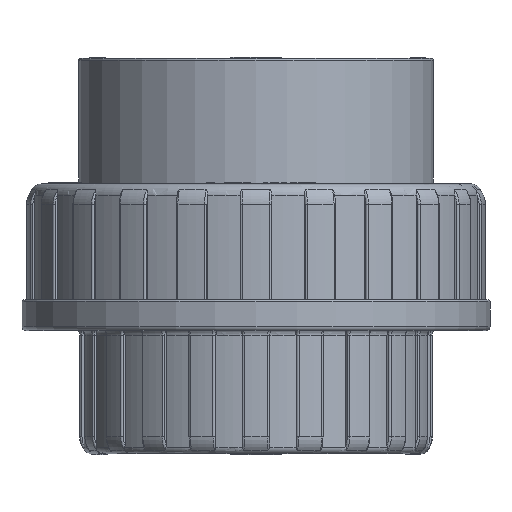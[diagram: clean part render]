
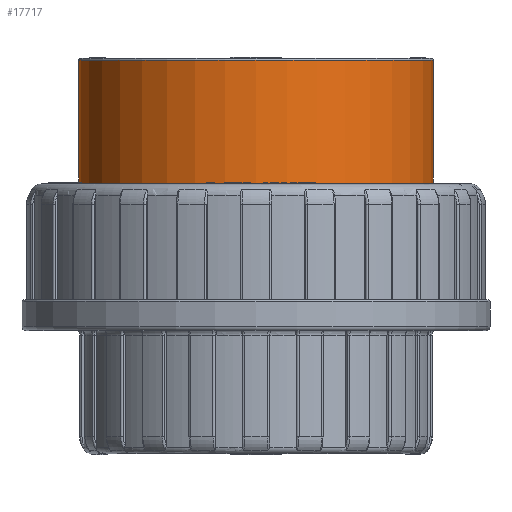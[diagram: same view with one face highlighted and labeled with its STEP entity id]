
A CAD part, front view. The second image highlights one B-rep face of the part: STEP entity #17717.
In plain terms, the highlighted cylindrical face has radius 45 mm (diameter 90 mm), a full revolution.
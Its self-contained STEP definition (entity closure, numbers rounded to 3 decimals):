
#16171=CYLINDRICAL_SURFACE('',#54513,45.);
#17717=ADVANCED_FACE('',(#21883,#21884),#16171,.T.);
#21883=FACE_BOUND('',#22943,.T.);
#21884=FACE_BOUND('',#22944,.T.);
#22943=EDGE_LOOP('',(#30368));
#22944=EDGE_LOOP('',(#30369));
#30368=ORIENTED_EDGE('',*,*,#48212,.T.);
#30369=ORIENTED_EDGE('',*,*,#48213,.T.);
#42328=VERTEX_POINT('',#81742);
#42329=VERTEX_POINT('',#81744);
#48212=EDGE_CURVE('',#42328,#42328,#53066,.T.);
#48213=EDGE_CURVE('',#42329,#42329,#53067,.T.);
#53066=CIRCLE('',#54511,45.);
#53067=CIRCLE('',#54512,45.);
#54511=AXIS2_PLACEMENT_3D('',#81741,#61384,#61385);
#54512=AXIS2_PLACEMENT_3D('',#81743,#61386,#61387);
#54513=AXIS2_PLACEMENT_3D('',#81745,#61388,#61389);
#61384=DIRECTION('',(0.,0.,-1.));
#61385=DIRECTION('',(1.,0.,0.));
#61386=DIRECTION('',(0.,0.,1.));
#61387=DIRECTION('',(1.,0.,0.));
#61388=DIRECTION('',(0.,0.,1.));
#61389=DIRECTION('',(-1.,0.,0.));
#81741=CARTESIAN_POINT('',(0.,154.,69.9));
#81742=CARTESIAN_POINT('',(45.,154.,69.9));
#81743=CARTESIAN_POINT('',(0.,154.,30.4));
#81744=CARTESIAN_POINT('',(45.,154.,30.4));
#81745=CARTESIAN_POINT('',(0.,154.,30.4));
